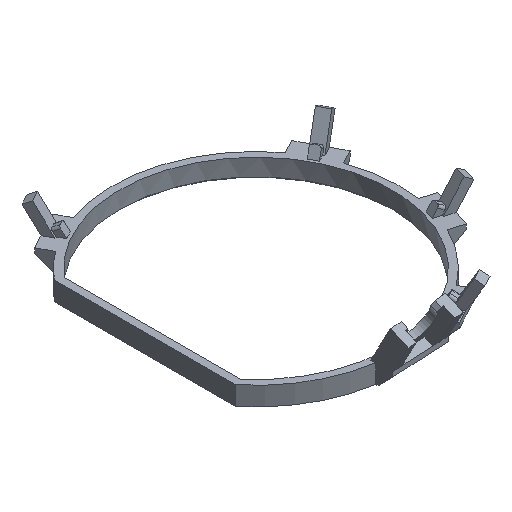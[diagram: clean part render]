
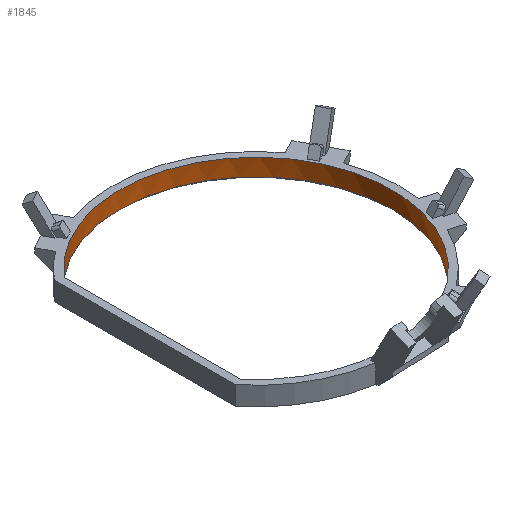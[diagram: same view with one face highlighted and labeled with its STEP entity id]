
A CAD part, isometric view. The second image highlights one B-rep face of the part: STEP entity #1845.
In plain terms, the highlighted cylindrical face has radius 29 mm (diameter 58 mm), a partial arc.
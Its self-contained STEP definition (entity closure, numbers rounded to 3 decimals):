
#39=CYLINDRICAL_SURFACE('',#1991,29.);
#75=CIRCLE('',#1989,29.);
#76=CIRCLE('',#1992,29.);
#77=CIRCLE('',#1993,29.);
#78=CIRCLE('',#1994,29.);
#156=FACE_OUTER_BOUND('',#252,.T.);
#252=EDGE_LOOP('',(#1537,#1538,#1539,#1540,#1541,#1542));
#453=LINE('',#2967,#676);
#454=LINE('',#2974,#677);
#676=VECTOR('',#2424,10.);
#677=VECTOR('',#2431,10.);
#863=VERTEX_POINT('',#2952);
#864=VERTEX_POINT('',#2957);
#865=VERTEX_POINT('',#2966);
#866=VERTEX_POINT('',#2968);
#867=VERTEX_POINT('',#2970);
#868=VERTEX_POINT('',#2972);
#1109=EDGE_CURVE('',#863,#864,#75,.T.);
#1112=EDGE_CURVE('',#863,#865,#453,.T.);
#1113=EDGE_CURVE('',#866,#865,#76,.T.);
#1114=EDGE_CURVE('',#867,#866,#77,.T.);
#1115=EDGE_CURVE('',#868,#867,#78,.T.);
#1116=EDGE_CURVE('',#864,#868,#454,.T.);
#1537=ORIENTED_EDGE('',*,*,#1109,.F.);
#1538=ORIENTED_EDGE('',*,*,#1112,.T.);
#1539=ORIENTED_EDGE('',*,*,#1113,.F.);
#1540=ORIENTED_EDGE('',*,*,#1114,.F.);
#1541=ORIENTED_EDGE('',*,*,#1115,.F.);
#1542=ORIENTED_EDGE('',*,*,#1116,.F.);
#1845=ADVANCED_FACE('',(#156),#39,.F.);
#1989=AXIS2_PLACEMENT_3D('',#2958,#2417,#2418);
#1991=AXIS2_PLACEMENT_3D('',#2965,#2422,#2423);
#1992=AXIS2_PLACEMENT_3D('',#2969,#2425,#2426);
#1993=AXIS2_PLACEMENT_3D('',#2971,#2427,#2428);
#1994=AXIS2_PLACEMENT_3D('',#2973,#2429,#2430);
#2417=DIRECTION('center_axis',(0.,0.,1.));
#2418=DIRECTION('ref_axis',(0.763,0.647,0.));
#2422=DIRECTION('center_axis',(0.,0.,1.));
#2423=DIRECTION('ref_axis',(1.,0.,0.));
#2424=DIRECTION('',(0.,0.,1.));
#2425=DIRECTION('center_axis',(0.,0.,-1.));
#2426=DIRECTION('ref_axis',(-0.763,-0.647,0.));
#2427=DIRECTION('center_axis',(0.,0.,-1.));
#2428=DIRECTION('ref_axis',(-0.763,-0.647,0.));
#2429=DIRECTION('center_axis',(0.,0.,-1.));
#2430=DIRECTION('ref_axis',(-0.763,-0.647,0.));
#2431=DIRECTION('',(0.,0.,1.));
#2952=CARTESIAN_POINT('',(-22.123,-18.75,0.4));
#2957=CARTESIAN_POINT('',(-22.123,18.75,0.4));
#2958=CARTESIAN_POINT('Origin',(0.,0.,0.4));
#2965=CARTESIAN_POINT('Origin',(0.,0.,0.));
#2966=CARTESIAN_POINT('',(-22.123,-18.75,4.));
#2967=CARTESIAN_POINT('',(-22.123,-18.75,0.));
#2968=CARTESIAN_POINT('',(-1.548,-28.959,4.));
#2969=CARTESIAN_POINT('Origin',(0.,0.,4.));
#2970=CARTESIAN_POINT('',(4.566,-28.638,4.));
#2971=CARTESIAN_POINT('Origin',(0.,0.,4.));
#2972=CARTESIAN_POINT('',(-22.123,18.75,4.));
#2973=CARTESIAN_POINT('Origin',(0.,0.,4.));
#2974=CARTESIAN_POINT('',(-22.123,18.75,0.));
